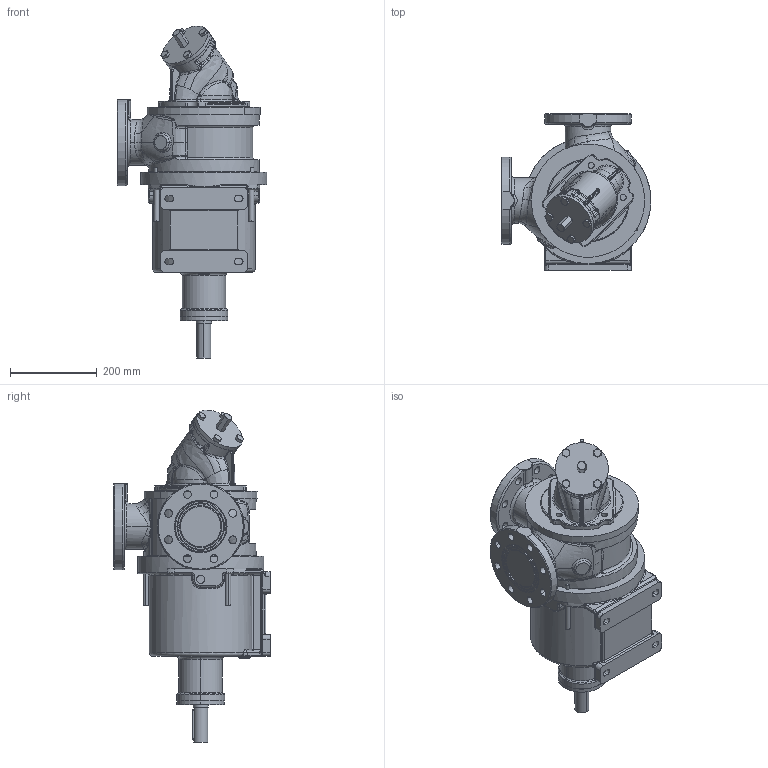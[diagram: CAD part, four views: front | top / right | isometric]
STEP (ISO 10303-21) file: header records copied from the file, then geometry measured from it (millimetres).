
FILE_DESCRIPTION((''),'2;1');
FILE_NAME('R_80_K_M_Y','2019-07-09T16:46:35',('Nicola'),(''),'CREO PARAMETRIC BY PTC INC, 2017110','CREO PARAMETRIC BY PTC INC, 2017110','');
FILE_SCHEMA(('CONFIG_CONTROL_DESIGN'));
Products named in the file (1): R_80_K_M_Y
Bounding box: 345 x 360 x 764.29 mm (x, y, z)
Volume: 23518958.4 mm3; surface area: 971579.2 mm2
Topology: 3 solids, 3 shells, 1267 faces, 2996 edges, 1759 vertices
Faces by surface type: bspline 486, cylinder 333, plane 175, torus 158, cone 83, sphere 32
Entity records: 105731 total; most frequent: CARTESIAN_POINT 79796, ORIENTED_EDGE 5978, DIRECTION 4692, EDGE_CURVE 2989, AXIS2_PLACEMENT_3D 2044, VERTEX_POINT 1759, EDGE_LOOP 1356, FACE_OUTER_BOUND 1267
